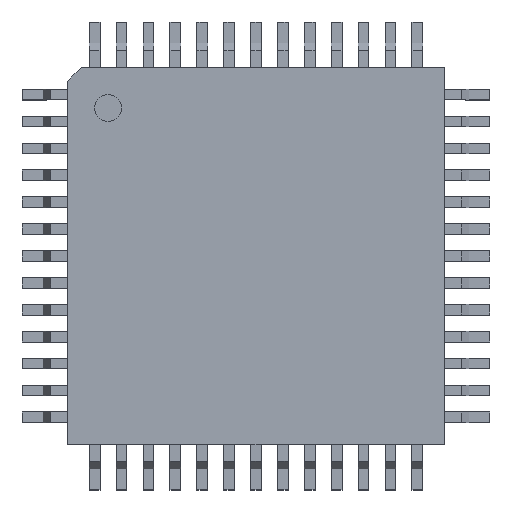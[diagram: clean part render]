
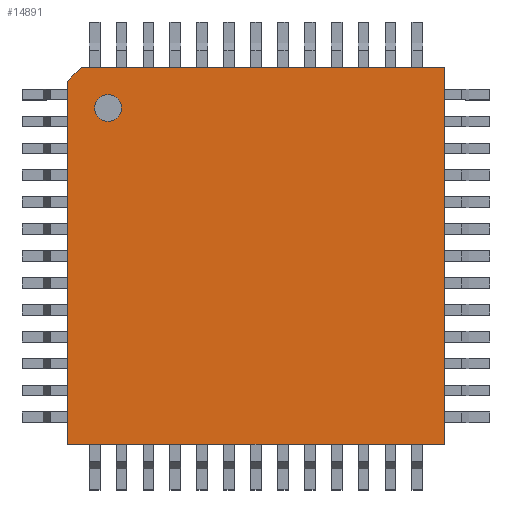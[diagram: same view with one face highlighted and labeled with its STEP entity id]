
A CAD part, top view. The second image highlights one B-rep face of the part: STEP entity #14891.
In plain terms, the highlighted planar face has unit normal (0, 0, 1).
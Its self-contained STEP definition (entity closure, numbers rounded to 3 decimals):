
#14686 = VERTEX_POINT('',#14687);
#14687 = CARTESIAN_POINT('',(-5.5,6.,1.4));
#14703 = EDGE_CURVE('',#14686,#14686,#14704,.T.);
#14704 = CIRCLE('',#14705,0.5);
#14705 = AXIS2_PLACEMENT_3D('',#14706,#14707,#14708);
#14706 = CARTESIAN_POINT('',(-5.5,5.5,1.4));
#14707 = DIRECTION('',(0.,0.,-1.));
#14708 = DIRECTION('',(0.,-1.,0.));
#14727 = EDGE_CURVE('',#14728,#14730,#14732,.T.);
#14728 = VERTEX_POINT('',#14729);
#14729 = CARTESIAN_POINT('',(-7.,6.5,1.4));
#14730 = VERTEX_POINT('',#14731);
#14731 = CARTESIAN_POINT('',(-6.5,7.,1.4));
#14732 = LINE('',#14733,#14734);
#14733 = CARTESIAN_POINT('',(-6.75,6.75,1.4));
#14734 = VECTOR('',#14735,1.);
#14735 = DIRECTION('',(0.707,0.707,0.
    ));
#14807 = EDGE_CURVE('',#14808,#14730,#14810,.T.);
#14808 = VERTEX_POINT('',#14809);
#14809 = CARTESIAN_POINT('',(7.,7.,1.4));
#14810 = LINE('',#14811,#14812);
#14811 = CARTESIAN_POINT('',(7.,7.,1.4));
#14812 = VECTOR('',#14813,1.);
#14813 = DIRECTION('',(-1.,0.,0.));
#14832 = VERTEX_POINT('',#14833);
#14833 = CARTESIAN_POINT('',(7.,-7.,1.4));
#14839 = EDGE_CURVE('',#14840,#14832,#14842,.T.);
#14840 = VERTEX_POINT('',#14841);
#14841 = CARTESIAN_POINT('',(-7.,-7.,1.4));
#14842 = LINE('',#14843,#14844);
#14843 = CARTESIAN_POINT('',(-7.,-7.,1.4));
#14844 = VECTOR('',#14845,1.);
#14845 = DIRECTION('',(1.,0.,0.));
#14864 = EDGE_CURVE('',#14728,#14840,#14865,.T.);
#14865 = LINE('',#14866,#14867);
#14866 = CARTESIAN_POINT('',(-7.,7.,1.4));
#14867 = VECTOR('',#14868,1.);
#14868 = DIRECTION('',(0.,-1.,0.));
#14880 = EDGE_CURVE('',#14832,#14808,#14881,.T.);
#14881 = LINE('',#14882,#14883);
#14882 = CARTESIAN_POINT('',(7.,-7.,1.4));
#14883 = VECTOR('',#14884,1.);
#14884 = DIRECTION('',(0.,1.,0.));
#14891 = ADVANCED_FACE('',(#14892,#14899),#14902,.T.);
#14892 = FACE_BOUND('',#14893,.T.);
#14893 = EDGE_LOOP('',(#14894,#14895,#14896,#14897,#14898));
#14894 = ORIENTED_EDGE('',*,*,#14727,.F.);
#14895 = ORIENTED_EDGE('',*,*,#14864,.T.);
#14896 = ORIENTED_EDGE('',*,*,#14839,.T.);
#14897 = ORIENTED_EDGE('',*,*,#14880,.T.);
#14898 = ORIENTED_EDGE('',*,*,#14807,.T.);
#14899 = FACE_BOUND('',#14900,.T.);
#14900 = EDGE_LOOP('',(#14901));
#14901 = ORIENTED_EDGE('',*,*,#14703,.T.);
#14902 = PLANE('',#14903);
#14903 = AXIS2_PLACEMENT_3D('',#14904,#14905,#14906);
#14904 = CARTESIAN_POINT('',(0.,0.,1.4
    ));
#14905 = DIRECTION('',(0.,0.,1.));
#14906 = DIRECTION('',(0.,-1.,0.));
